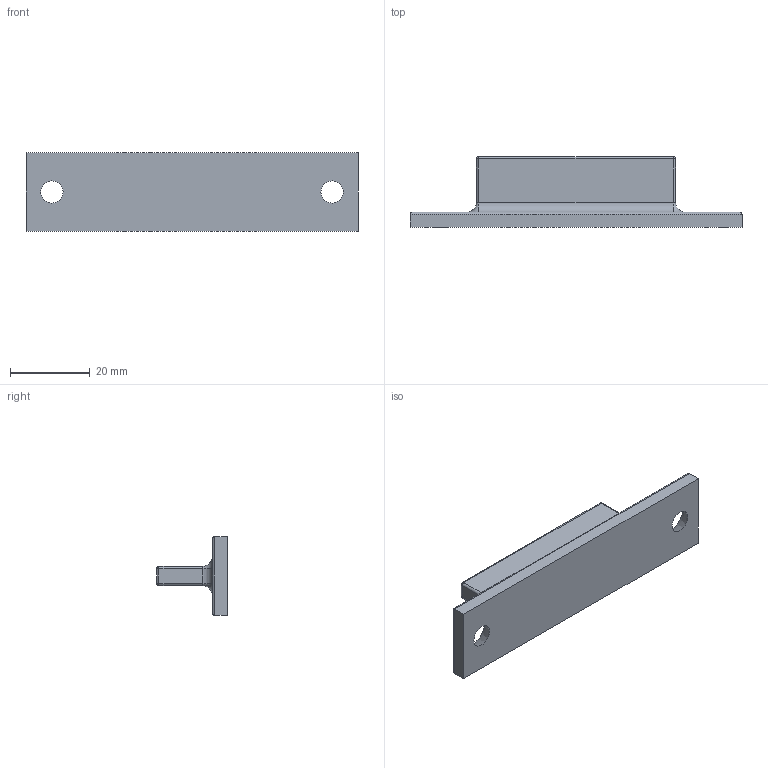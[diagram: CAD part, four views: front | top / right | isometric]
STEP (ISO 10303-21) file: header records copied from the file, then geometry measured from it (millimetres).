
FILE_DESCRIPTION(/* description */ (''),/* implementation_level */ '2;1');
FILE_NAME(/* name */ 'Barn Door Lower Slot Floor Guide v3.step',/* time_stamp */ '2025-07-16T15:58:52-04:00',/* author */ (''),/* organization */ (''),/* preprocessor_version */ 'ST-DEVELOPER v20.1',/* originating_system */ 'Autodesk Translation Framework v14.4.0.0',/* authorisation */ '');
FILE_SCHEMA (('AUTOMOTIVE_DESIGN { 1 0 10303 214 3 1 1 }'));
Length unit declared in the file: millimetre
Products named in the file (1): Barn Door Lower Slot Floor Guide
Bounding box: 83.4 x 17.8 x 19.8 mm (x, y, z)
Volume: 9384.7 mm3; surface area: 5420.7 mm2
Topology: 1 solids, 1 shells, 37 faces, 78 edges, 44 vertices
Faces by surface type: cylinder 16, plane 11, torus 4, sphere 4, cone 2
Entity records: 1017 total; most frequent: DIRECTION 190, CARTESIAN_POINT 160, ORIENTED_EDGE 156, EDGE_CURVE 78, AXIS2_PLACEMENT_3D 74, VERTEX_POINT 44, LINE 42, VECTOR 42
